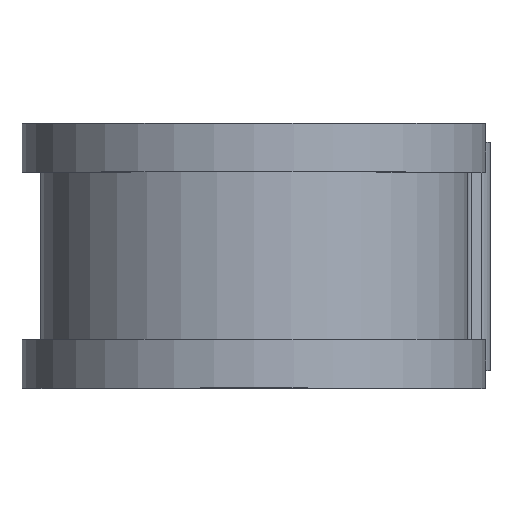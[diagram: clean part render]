
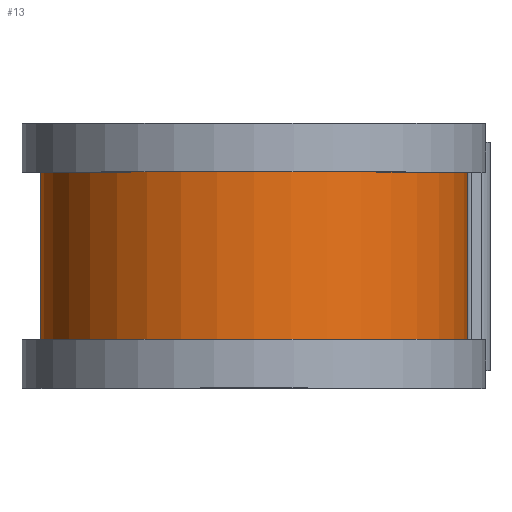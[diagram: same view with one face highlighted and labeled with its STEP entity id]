
A CAD part, top view. The second image highlights one B-rep face of the part: STEP entity #13.
In plain terms, the highlighted cylindrical face has radius 17.818 mm (diameter 35.636 mm), a partial arc.
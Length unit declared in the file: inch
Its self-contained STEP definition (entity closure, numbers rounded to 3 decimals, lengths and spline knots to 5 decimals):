
#13 = ADVANCED_FACE ( 'NONE', ( #1599 ), #1562, .T. ) ;
#24 = VECTOR ( 'NONE', #1731, 39.37008 ) ;
#55 = CARTESIAN_POINT ( 'NONE',  ( 0., -0.275, -0.7015 ) ) ;
#136 = CIRCLE ( 'NONE', #1554, 0.7015 ) ;
#163 = CARTESIAN_POINT ( 'NONE',  ( 0.7015, -0.275, 0. ) ) ;
#227 = LINE ( 'NONE', #715, #621 ) ;
#274 = EDGE_CURVE ( 'NONE', #1330, #1553, #136, .T. ) ;
#355 = CARTESIAN_POINT ( 'NONE',  ( 0., 0.275, -0.7015 ) ) ;
#387 = CARTESIAN_POINT ( 'NONE',  ( 0., 0.375, -0.7015 ) ) ;
#397 = ORIENTED_EDGE ( 'NONE', *, *, #274, .T. ) ;
#401 = AXIS2_PLACEMENT_3D ( 'NONE', #1683, #1346, #932 ) ;
#621 = VECTOR ( 'NONE', #842, 39.37008 ) ;
#627 = CARTESIAN_POINT ( 'NONE',  ( 0., 0.275, 0. ) ) ;
#632 = DIRECTION ( 'NONE',  ( 0., -1., 0. ) ) ;
#637 = DIRECTION ( 'NONE',  ( 0., 0., -1. ) ) ;
#668 = EDGE_CURVE ( 'NONE', #1527, #1650, #1743, .T. ) ;
#715 = CARTESIAN_POINT ( 'NONE',  ( 0.7015, 0.375, 0. ) ) ;
#802 = ORIENTED_EDGE ( 'NONE', *, *, #668, .F. ) ;
#842 = DIRECTION ( 'NONE',  ( 0., -1., 0. ) ) ;
#891 = LINE ( 'NONE', #387, #24 ) ;
#932 = DIRECTION ( 'NONE',  ( 0., 0., -1. ) ) ;
#1203 = EDGE_CURVE ( 'NONE', #1553, #1650, #891, .T. ) ;
#1226 = ORIENTED_EDGE ( 'NONE', *, *, #1375, .F. ) ;
#1330 = VERTEX_POINT ( 'NONE', #1536 ) ;
#1346 = DIRECTION ( 'NONE',  ( 0., -1., 0. ) ) ;
#1353 = CARTESIAN_POINT ( 'NONE',  ( 0., -0.275, 0. ) ) ;
#1358 = DIRECTION ( 'NONE',  ( 0., -1., 0. ) ) ;
#1361 = DIRECTION ( 'NONE',  ( 0., 0., -1. ) ) ;
#1375 = EDGE_CURVE ( 'NONE', #1330, #1527, #227, .T. ) ;
#1527 = VERTEX_POINT ( 'NONE', #163 ) ;
#1536 = CARTESIAN_POINT ( 'NONE',  ( 0.7015, 0.275, 0. ) ) ;
#1553 = VERTEX_POINT ( 'NONE', #355 ) ;
#1554 = AXIS2_PLACEMENT_3D ( 'NONE', #627, #632, #637 ) ;
#1562 = CYLINDRICAL_SURFACE ( 'NONE', #401, 0.7015 ) ;
#1599 = FACE_OUTER_BOUND ( 'NONE', #1753, .T. ) ;
#1650 = VERTEX_POINT ( 'NONE', #55 ) ;
#1681 = ORIENTED_EDGE ( 'NONE', *, *, #1203, .T. ) ;
#1683 = CARTESIAN_POINT ( 'NONE',  ( 0., 0.375, 0. ) ) ;
#1724 = AXIS2_PLACEMENT_3D ( 'NONE', #1353, #1358, #1361 ) ;
#1731 = DIRECTION ( 'NONE',  ( 0., -1., 0. ) ) ;
#1743 = CIRCLE ( 'NONE', #1724, 0.7015 ) ;
#1753 = EDGE_LOOP ( 'NONE', ( #1226, #397, #1681, #802 ) ) ;
